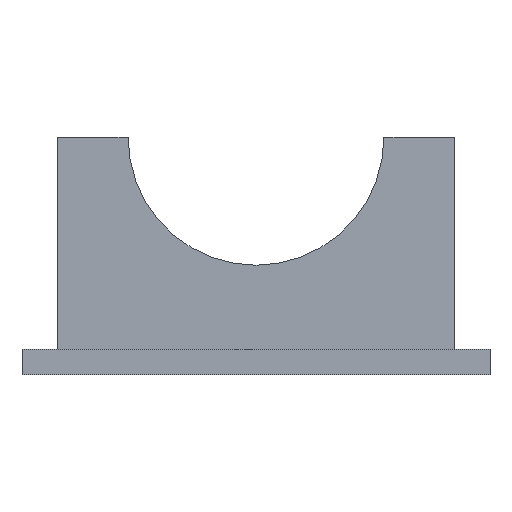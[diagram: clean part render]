
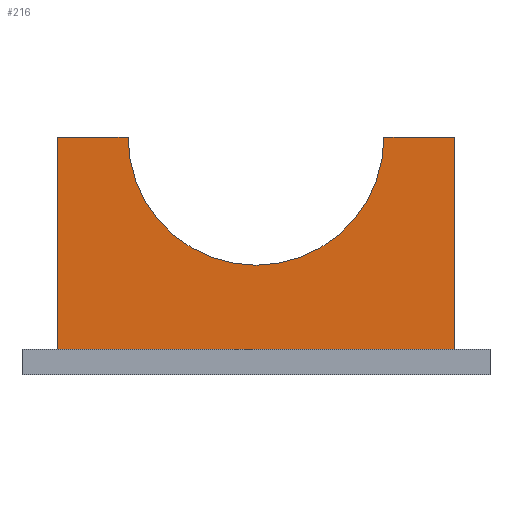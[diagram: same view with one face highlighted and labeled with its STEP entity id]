
A CAD part, top view. The second image highlights one B-rep face of the part: STEP entity #216.
In plain terms, the highlighted planar face has unit normal (0, 0, 1).
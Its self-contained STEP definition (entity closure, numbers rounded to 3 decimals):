
#32=CARTESIAN_POINT('',(73.609,-64.208,-85.397));
#33=VERTEX_POINT('',#32);
#34=CARTESIAN_POINT('',(104.009,-64.208,-85.397));
#35=VERTEX_POINT('',#34);
#36=CARTESIAN_POINT('',(88.809,-64.208,-85.397));
#37=DIRECTION('',(-0.,-0.,1.));
#38=DIRECTION('',(-1.,0.,0.));
#39=AXIS2_PLACEMENT_3D('',#36,#37,#38);
#40=CIRCLE('',#39,15.2);
#41=EDGE_CURVE('',#33,#35,#40,.T.);
#74=CARTESIAN_POINT('',(112.418,-89.416,-85.397));
#75=VERTEX_POINT('',#74);
#76=CARTESIAN_POINT('',(112.418,-64.208,-85.397));
#77=VERTEX_POINT('',#76);
#78=CARTESIAN_POINT('',(112.418,-89.416,-85.397));
#79=DIRECTION('',(0.,1.,0.));
#80=VECTOR('',#79,25.208);
#81=LINE('',#78,#80);
#82=EDGE_CURVE('',#75,#77,#81,.T.);
#179=CARTESIAN_POINT('',(0.,-79.416,-85.397));
#180=DIRECTION('',(0.,0.,-1.));
#181=DIRECTION('',(0.,1.,0.));
#182=AXIS2_PLACEMENT_3D('',#179,#180,#181);
#183=PLANE('',#182);
#184=CARTESIAN_POINT('',(112.418,-64.208,-85.397));
#185=DIRECTION('',(-1.,0.,0.));
#186=VECTOR('',#185,8.409);
#187=LINE('',#184,#186);
#188=EDGE_CURVE('',#77,#35,#187,.T.);
#189=ORIENTED_EDGE('',*,*,#188,.T.);
#190=ORIENTED_EDGE('',*,*,#41,.F.);
#191=CARTESIAN_POINT('',(65.2,-64.208,-85.397));
#192=VERTEX_POINT('',#191);
#193=CARTESIAN_POINT('',(73.609,-64.208,-85.397));
#194=DIRECTION('',(-1.,0.,0.));
#195=VECTOR('',#194,8.409);
#196=LINE('',#193,#195);
#197=EDGE_CURVE('',#33,#192,#196,.T.);
#198=ORIENTED_EDGE('',*,*,#197,.T.);
#199=CARTESIAN_POINT('',(65.2,-89.416,-85.397));
#200=VERTEX_POINT('',#199);
#201=CARTESIAN_POINT('',(65.2,-89.416,-85.397));
#202=DIRECTION('',(0.,1.,0.));
#203=VECTOR('',#202,25.208);
#204=LINE('',#201,#203);
#205=EDGE_CURVE('',#200,#192,#204,.T.);
#206=ORIENTED_EDGE('',*,*,#205,.F.);
#207=CARTESIAN_POINT('',(112.418,-89.416,-85.397));
#208=DIRECTION('',(-1.,0.,0.));
#209=VECTOR('',#208,47.218);
#210=LINE('',#207,#209);
#211=EDGE_CURVE('',#75,#200,#210,.T.);
#212=ORIENTED_EDGE('',*,*,#211,.F.);
#213=ORIENTED_EDGE('',*,*,#82,.T.);
#214=EDGE_LOOP('',(#189,#190,#198,#206,#212,#213));
#215=FACE_BOUND('',#214,.T.);
#216=ADVANCED_FACE('',(#215),#183,.F.);
